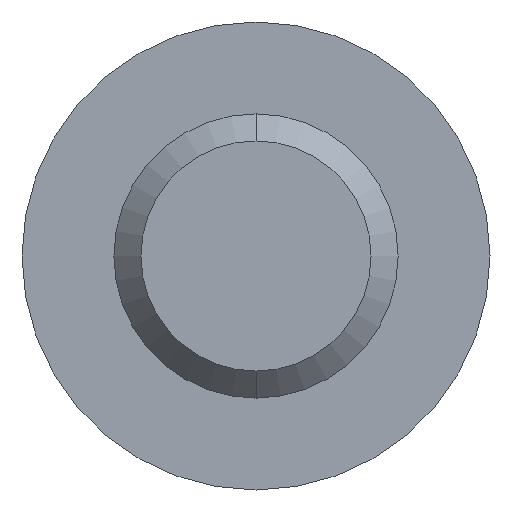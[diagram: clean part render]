
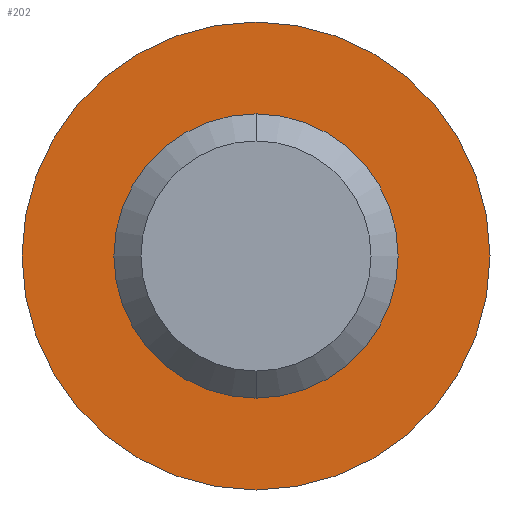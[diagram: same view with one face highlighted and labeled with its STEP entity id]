
A CAD part, front view. The second image highlights one B-rep face of the part: STEP entity #202.
In plain terms, the highlighted planar face has unit normal (0, -1, 0).
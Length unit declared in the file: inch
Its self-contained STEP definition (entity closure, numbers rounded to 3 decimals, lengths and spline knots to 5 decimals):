
#14 = AXIS2_PLACEMENT_3D ( 'NONE', #38, #47, #15 ) ;
#15 = DIRECTION ( 'NONE',  ( 0., 0., 1. ) ) ;
#38 = CARTESIAN_POINT ( 'NONE',  ( 0., 0., 0. ) ) ;
#39 = CIRCLE ( 'NONE', #14, 0.082 ) ;
#47 = DIRECTION ( 'NONE',  ( 0., 1., 0. ) ) ;
#48 = ORIENTED_EDGE ( 'NONE', *, *, #193, .F. ) ;
#49 = EDGE_LOOP ( 'NONE', ( #174, #175 ) ) ;
#50 = ORIENTED_EDGE ( 'NONE', *, *, #69, .F. ) ;
#51 = EDGE_LOOP ( 'NONE', ( #50, #48 ) ) ;
#69 = EDGE_CURVE ( 'NONE', #70, #71, #243, .T. ) ;
#70 = VERTEX_POINT ( 'NONE', #275 ) ;
#71 = VERTEX_POINT ( 'NONE', #277 ) ;
#78 = VERTEX_POINT ( 'NONE', #307 ) ;
#79 = VERTEX_POINT ( 'NONE', #306 ) ;
#97 = EDGE_CURVE ( 'NONE', #79, #78, #39, .T. ) ;
#174 = ORIENTED_EDGE ( 'NONE', *, *, #97, .T. ) ;
#175 = ORIENTED_EDGE ( 'NONE', *, *, #176, .T. ) ;
#176 = EDGE_CURVE ( 'NONE', #78, #79, #412, .T. ) ;
#193 = EDGE_CURVE ( 'NONE', #71, #70, #393, .T. ) ;
#202 = ADVANCED_FACE ( 'NONE', ( #338, #343 ), #349, .F. ) ;
#231 = DIRECTION ( 'NONE',  ( 0., 0., 1. ) ) ;
#240 = DIRECTION ( 'NONE',  ( 0., 1., 0. ) ) ;
#241 = CARTESIAN_POINT ( 'NONE',  ( 0., 0., 0. ) ) ;
#242 = AXIS2_PLACEMENT_3D ( 'NONE', #241, #240, #231 ) ;
#243 = CIRCLE ( 'NONE', #242, 0.135 ) ;
#275 = CARTESIAN_POINT ( 'NONE',  ( 0., 0., 0.135 ) ) ;
#277 = CARTESIAN_POINT ( 'NONE',  ( 0., 0., -0.135 ) ) ;
#306 = CARTESIAN_POINT ( 'NONE',  ( 0., 0., 0.082 ) ) ;
#307 = CARTESIAN_POINT ( 'NONE',  ( 0., 0., -0.082 ) ) ;
#338 = FACE_OUTER_BOUND ( 'NONE', #51, .T. ) ;
#343 = FACE_BOUND ( 'NONE', #49, .T. ) ;
#344 = CARTESIAN_POINT ( 'NONE',  ( 0.135, 0., 0. ) ) ;
#345 = AXIS2_PLACEMENT_3D ( 'NONE', #344, #362, #361 ) ;
#349 = PLANE ( 'NONE',  #345 ) ;
#361 = DIRECTION ( 'NONE',  ( 0., 0., 1. ) ) ;
#362 = DIRECTION ( 'NONE',  ( 0., 1., 0. ) ) ;
#393 = CIRCLE ( 'NONE', #410, 0.135 ) ;
#394 = DIRECTION ( 'NONE',  ( 0., 0., 1. ) ) ;
#395 = DIRECTION ( 'NONE',  ( 0., 1., 0. ) ) ;
#402 = CARTESIAN_POINT ( 'NONE',  ( 0., 0., 0. ) ) ;
#403 = AXIS2_PLACEMENT_3D ( 'NONE', #402, #395, #394 ) ;
#407 = DIRECTION ( 'NONE',  ( 0., 0., 1. ) ) ;
#408 = DIRECTION ( 'NONE',  ( 0., 1., 0. ) ) ;
#409 = CARTESIAN_POINT ( 'NONE',  ( 0., 0., 0. ) ) ;
#410 = AXIS2_PLACEMENT_3D ( 'NONE', #409, #408, #407 ) ;
#412 = CIRCLE ( 'NONE', #403, 0.082 ) ;
